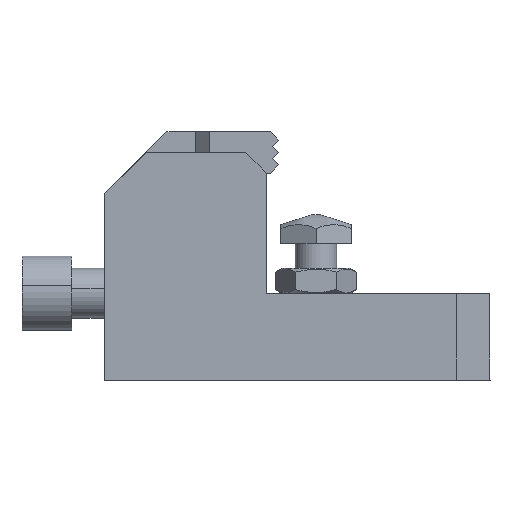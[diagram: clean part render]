
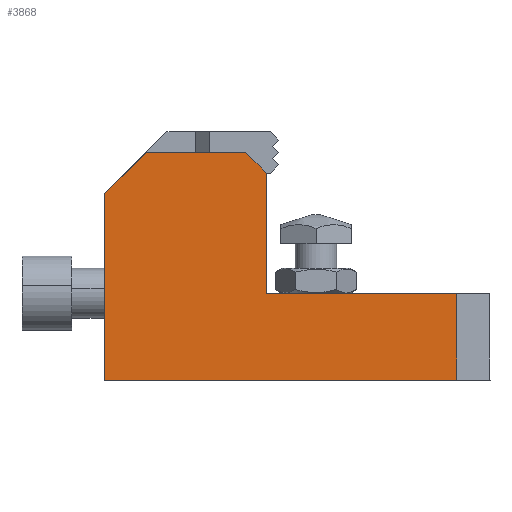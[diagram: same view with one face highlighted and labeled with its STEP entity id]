
A CAD part, front view. The second image highlights one B-rep face of the part: STEP entity #3868.
In plain terms, the highlighted planar face has unit normal (0, -1, 0).
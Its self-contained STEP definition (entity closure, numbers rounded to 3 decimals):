
#16 = VERTEX_POINT ( 'NONE', #296 ) ;
#22 = CARTESIAN_POINT ( 'NONE',  ( 18.5, -16., 0. ) ) ;
#43 = EDGE_CURVE ( 'NONE', #3969, #16, #2753, .T. ) ;
#232 = ORIENTED_EDGE ( 'NONE', *, *, #1801, .T. ) ;
#285 = ORIENTED_EDGE ( 'NONE', *, *, #3352, .T. ) ;
#296 = CARTESIAN_POINT ( 'NONE',  ( -35.5, -16., 21. ) ) ;
#353 = DIRECTION ( 'NONE',  ( -0.707, 0., -0.707 ) ) ;
#377 = PLANE ( 'NONE',  #1350 ) ;
#421 = LINE ( 'NONE', #22, #2432 ) ;
#538 = EDGE_CURVE ( 'NONE', #16, #3783, #4822, .T. ) ;
#547 = DIRECTION ( 'NONE',  ( 1., 0., 0. ) ) ;
#777 = FACE_OUTER_BOUND ( 'NONE', #2234, .T. ) ;
#1078 = LINE ( 'NONE', #2272, #3804 ) ;
#1252 = VECTOR ( 'NONE', #3917, 1000. ) ;
#1309 = VECTOR ( 'NONE', #1459, 1000. ) ;
#1342 = EDGE_CURVE ( 'NONE', #2110, #1787, #2911, .T. ) ;
#1347 = ORIENTED_EDGE ( 'NONE', *, *, #2375, .T. ) ;
#1350 = AXIS2_PLACEMENT_3D ( 'NONE', #2342, #3538, #3587 ) ;
#1402 = CARTESIAN_POINT ( 'NONE',  ( -40.5, -16., 55. ) ) ;
#1459 = DIRECTION ( 'NONE',  ( -1., 0., 0. ) ) ;
#1531 = CARTESIAN_POINT ( 'NONE',  ( -59.5, -16., 55. ) ) ;
#1534 = EDGE_CURVE ( 'NONE', #1787, #3643, #3757, .T. ) ;
#1562 = ORIENTED_EDGE ( 'NONE', *, *, #538, .T. ) ;
#1577 = VERTEX_POINT ( 'NONE', #1402 ) ;
#1626 = CARTESIAN_POINT ( 'NONE',  ( -35.5, -16., 55. ) ) ;
#1787 = VERTEX_POINT ( 'NONE', #2912 ) ;
#1801 = EDGE_CURVE ( 'NONE', #2237, #3969, #3209, .T. ) ;
#1977 = DIRECTION ( 'NONE',  ( 0., 0., 1. ) ) ;
#2110 = VERTEX_POINT ( 'NONE', #3151 ) ;
#2168 = VECTOR ( 'NONE', #353, 1000. ) ;
#2234 = EDGE_LOOP ( 'NONE', ( #232, #3675, #1562, #3723, #285, #2898, #3272, #1347 ) ) ;
#2237 = VERTEX_POINT ( 'NONE', #4473 ) ;
#2272 = CARTESIAN_POINT ( 'NONE',  ( -35.5, -16., 50. ) ) ;
#2308 = CARTESIAN_POINT ( 'NONE',  ( -35.5, -16., 21. ) ) ;
#2342 = CARTESIAN_POINT ( 'NONE',  ( -59.5, -16., 39. ) ) ;
#2375 = EDGE_CURVE ( 'NONE', #3643, #2237, #421, .T. ) ;
#2432 = VECTOR ( 'NONE', #547, 1000. ) ;
#2753 = LINE ( 'NONE', #2308, #1309 ) ;
#2886 = CARTESIAN_POINT ( 'NONE',  ( -64.5, -16., 55. ) ) ;
#2898 = ORIENTED_EDGE ( 'NONE', *, *, #1342, .T. ) ;
#2911 = LINE ( 'NONE', #2886, #2168 ) ;
#2912 = CARTESIAN_POINT ( 'NONE',  ( -74.5, -16., 45. ) ) ;
#3151 = CARTESIAN_POINT ( 'NONE',  ( -64.5, -16., 55. ) ) ;
#3209 = LINE ( 'NONE', #4533, #4887 ) ;
#3272 = ORIENTED_EDGE ( 'NONE', *, *, #1534, .T. ) ;
#3352 = EDGE_CURVE ( 'NONE', #1577, #2110, #3817, .T. ) ;
#3517 = CARTESIAN_POINT ( 'NONE',  ( -35.5, -16., 50. ) ) ;
#3538 = DIRECTION ( 'NONE',  ( 0., -1., 0. ) ) ;
#3587 = DIRECTION ( 'NONE',  ( 1., 0., 0. ) ) ;
#3643 = VERTEX_POINT ( 'NONE', #4956 ) ;
#3675 = ORIENTED_EDGE ( 'NONE', *, *, #43, .T. ) ;
#3677 = DIRECTION ( 'NONE',  ( 0., 0., 1. ) ) ;
#3723 = ORIENTED_EDGE ( 'NONE', *, *, #3832, .T. ) ;
#3757 = LINE ( 'NONE', #4563, #5135 ) ;
#3783 = VERTEX_POINT ( 'NONE', #3517 ) ;
#3804 = VECTOR ( 'NONE', #5113, 1000. ) ;
#3817 = LINE ( 'NONE', #1531, #1252 ) ;
#3832 = EDGE_CURVE ( 'NONE', #3783, #1577, #1078, .T. ) ;
#3861 = DIRECTION ( 'NONE',  ( 0., 0., -1. ) ) ;
#3868 = ADVANCED_FACE ( 'NONE', ( #777 ), #377, .T. ) ;
#3917 = DIRECTION ( 'NONE',  ( -1., 0., 0. ) ) ;
#3969 = VERTEX_POINT ( 'NONE', #4109 ) ;
#4109 = CARTESIAN_POINT ( 'NONE',  ( 10.5, -16., 21. ) ) ;
#4473 = CARTESIAN_POINT ( 'NONE',  ( 10.5, -16., 0. ) ) ;
#4533 = CARTESIAN_POINT ( 'NONE',  ( 10.5, -16., 39. ) ) ;
#4563 = CARTESIAN_POINT ( 'NONE',  ( -74.5, -16., 39. ) ) ;
#4822 = LINE ( 'NONE', #1626, #5216 ) ;
#4887 = VECTOR ( 'NONE', #3677, 1000. ) ;
#4956 = CARTESIAN_POINT ( 'NONE',  ( -74.5, -16., 0. ) ) ;
#5113 = DIRECTION ( 'NONE',  ( -0.707, 0., 0.707 ) ) ;
#5135 = VECTOR ( 'NONE', #3861, 1000. ) ;
#5216 = VECTOR ( 'NONE', #1977, 1000. ) ;
